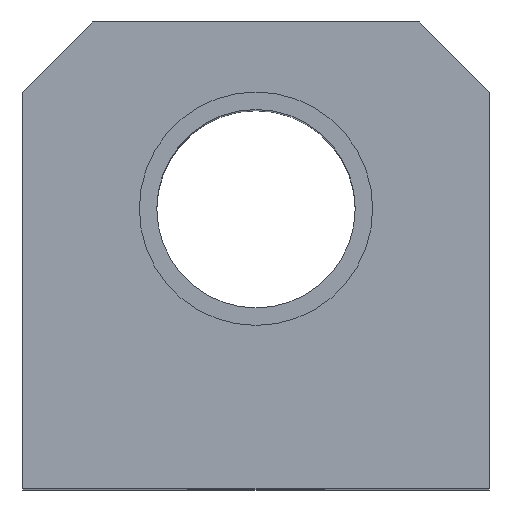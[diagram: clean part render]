
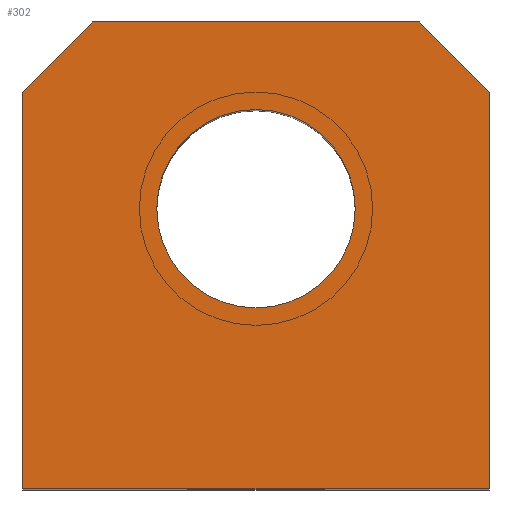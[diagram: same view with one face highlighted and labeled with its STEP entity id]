
A CAD part, top view. The second image highlights one B-rep face of the part: STEP entity #302.
In plain terms, the highlighted planar face has unit normal (0, 0, 1).
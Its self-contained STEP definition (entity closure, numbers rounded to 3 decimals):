
#43=CARTESIAN_POINT('',(10.,12.,30.));
#44=DIRECTION('',(0.,0.,1.));
#45=DIRECTION('',(-1.,0.,0.));
#46=AXIS2_PLACEMENT_3D('',#43,#44,#45);
#48=CARTESIAN_POINT('',(10.,12.,30.));
#49=DIRECTION('',(0.,0.,1.));
#50=DIRECTION('',(1.,0.,0.));
#51=AXIS2_PLACEMENT_3D('',#48,#49,#50);
#53=DIRECTION('',(-0.707,-0.707,0.));
#54=VECTOR('',#53,4.243);
#55=CARTESIAN_POINT('',(3.,20.,30.));
#56=LINE('',#55,#54);
#57=DIRECTION('',(-1.,0.,0.));
#58=VECTOR('',#57,14.);
#59=CARTESIAN_POINT('',(17.,20.,30.));
#60=LINE('',#59,#58);
#61=DIRECTION('',(-0.707,0.707,0.));
#62=VECTOR('',#61,4.243);
#63=CARTESIAN_POINT('',(20.,17.,30.));
#64=LINE('',#63,#62);
#65=DIRECTION('',(0.,1.,0.));
#66=VECTOR('',#65,17.);
#67=CARTESIAN_POINT('',(20.,0.,30.));
#68=LINE('',#67,#66);
#69=DIRECTION('',(1.,0.,0.));
#70=VECTOR('',#69,20.);
#71=CARTESIAN_POINT('',(0.,0.,30.));
#72=LINE('',#71,#70);
#73=DIRECTION('',(0.,-1.,0.));
#74=VECTOR('',#73,17.);
#75=CARTESIAN_POINT('',(0.,17.,30.));
#76=LINE('',#75,#74);
#177=CARTESIAN_POINT('',(0.,0.,30.));
#178=CARTESIAN_POINT('',(20.,0.,30.));
#179=VERTEX_POINT('',#177);
#180=VERTEX_POINT('',#178);
#185=CARTESIAN_POINT('',(5.75,12.,30.));
#186=CARTESIAN_POINT('',(14.25,12.,30.));
#187=VERTEX_POINT('',#185);
#188=VERTEX_POINT('',#186);
#213=CARTESIAN_POINT('',(3.,20.,30.));
#214=VERTEX_POINT('',#213);
#215=CARTESIAN_POINT('',(0.,17.,30.));
#216=VERTEX_POINT('',#215);
#221=CARTESIAN_POINT('',(20.,17.,30.));
#222=VERTEX_POINT('',#221);
#223=CARTESIAN_POINT('',(17.,20.,30.));
#224=VERTEX_POINT('',#223);
#279=CARTESIAN_POINT('',(0.,0.,30.));
#280=DIRECTION('',(0.,0.,1.));
#281=DIRECTION('',(1.,0.,0.));
#282=AXIS2_PLACEMENT_3D('',#279,#280,#281);
#283=PLANE('',#282);
#285=ORIENTED_EDGE('',*,*,#284,.F.);
#287=ORIENTED_EDGE('',*,*,#286,.F.);
#289=ORIENTED_EDGE('',*,*,#288,.F.);
#291=ORIENTED_EDGE('',*,*,#290,.F.);
#293=ORIENTED_EDGE('',*,*,#292,.F.);
#295=ORIENTED_EDGE('',*,*,#294,.F.);
#296=EDGE_LOOP('',(#285,#287,#289,#291,#293,#295));
#297=FACE_OUTER_BOUND('',#296,.F.);
#298=ORIENTED_EDGE('',*,*,#259,.T.);
#299=ORIENTED_EDGE('',*,*,#273,.T.);
#300=EDGE_LOOP('',(#298,#299));
#301=FACE_BOUND('',#300,.F.);
#302=ADVANCED_FACE('',(#297,#301),#283,.T.);
#47=CIRCLE('',#46,4.25);
#52=CIRCLE('',#51,4.25);
#259=EDGE_CURVE('',#187,#188,#47,.T.);
#273=EDGE_CURVE('',#188,#187,#52,.T.);
#284=EDGE_CURVE('',#214,#216,#56,.T.);
#286=EDGE_CURVE('',#224,#214,#60,.T.);
#288=EDGE_CURVE('',#222,#224,#64,.T.);
#290=EDGE_CURVE('',#180,#222,#68,.T.);
#292=EDGE_CURVE('',#179,#180,#72,.T.);
#294=EDGE_CURVE('',#216,#179,#76,.T.);
